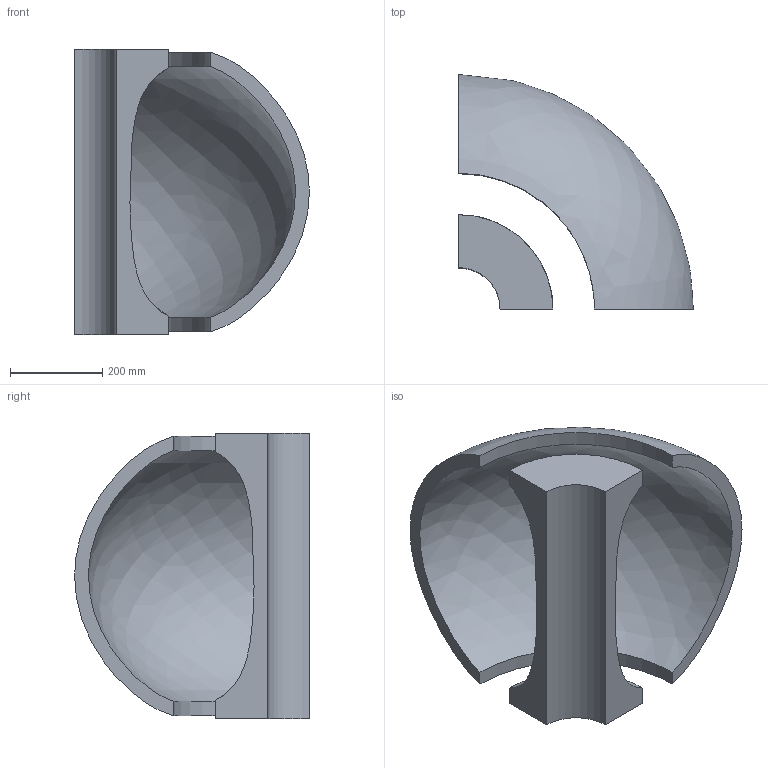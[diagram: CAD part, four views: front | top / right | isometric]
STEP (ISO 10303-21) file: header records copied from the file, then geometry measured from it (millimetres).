
FILE_DESCRIPTION(('Open CASCADE Model'),'2;1');
FILE_NAME('Open CASCADE Shape Model','2021-06-09T00:13:21',('Author'),( 'Open CASCADE'),'Open CASCADE STEP processor 7.5','Open CASCADE 7.5' ,'Unknown');
FILE_SCHEMA(('AUTOMOTIVE_DESIGN { 1 0 10303 214 1 1 1 1 }'));
Length unit declared in the file: millimetre
Products named in the file (5): CQ assembly; blanket; blanket_part; 1e403c50-c8af-11eb-820f-7085c2b1c2e1; 1e403c50-c8af-11eb-820f-7085c2b1c2e1_part
Assembly tree (4 placements, depth 4):
  CQ assembly
    blanket
      blanket_part
      1e403c50-c8af-11eb-820f-7085c2b1c2e1
        1e403c50-c8af-11eb-820f-7085c2b1c2e1_part
Bounding box: 510 x 510 x 620 mm (x, y, z)
Volume: 21579527.4 mm3; surface area: 1430158.2 mm2
Topology: 2 solids, 2 shells, 14 faces, 30 edges, 20 vertices
Faces by surface type: plane 6, cylinder 5, revolution 3
Entity records: 2244 total; most frequent: CARTESIAN_POINT 1575, DIRECTION 97, ORIENTED_EDGE 60, PCURVE 60, DEFINITIONAL_REPRESENTATION 60, LINE 52, VECTOR 52, B_SPLINE_CURVE_WITH_KNOTS 33
